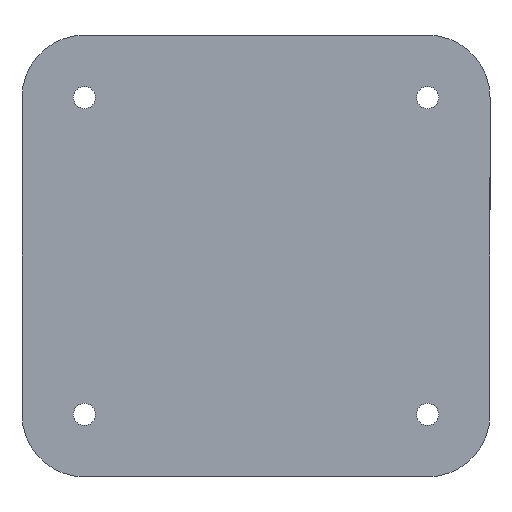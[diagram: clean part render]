
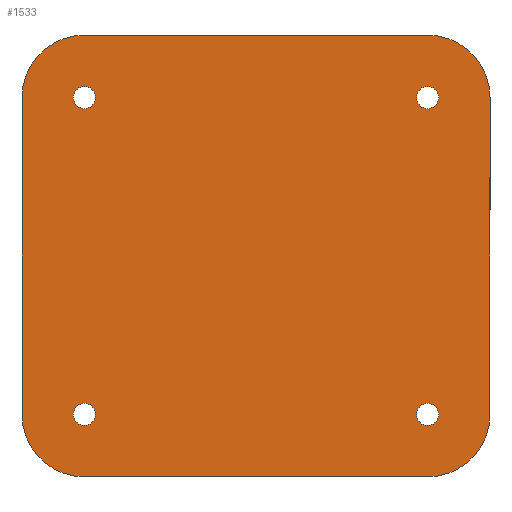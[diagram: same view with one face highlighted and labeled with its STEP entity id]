
A CAD part, front view. The second image highlights one B-rep face of the part: STEP entity #1533.
In plain terms, the highlighted planar face has unit normal (0, -1, 0).
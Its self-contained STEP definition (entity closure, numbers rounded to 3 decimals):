
#7 = CARTESIAN_POINT ( 'NONE',  ( 42.304, 0., 39.344 ) ) ;
#18 = CARTESIAN_POINT ( 'NONE',  ( 0., 0., 46.4 ) ) ;
#21 = AXIS2_PLACEMENT_3D ( 'NONE', #361, #981, #624 ) ;
#41 = VERTEX_POINT ( 'NONE', #1104 ) ;
#43 = DIRECTION ( 'NONE',  ( 0., 1., 0. ) ) ;
#48 = DIRECTION ( 'NONE',  ( 0., 0., 1. ) ) ;
#76 = CARTESIAN_POINT ( 'NONE',  ( 3.556, 0., 3.556 ) ) ;
#91 = EDGE_CURVE ( 'NONE', #976, #453, #740, .T. ) ;
#101 = CARTESIAN_POINT ( 'NONE',  ( 42.304, 0., 39.344 ) ) ;
#120 = VERTEX_POINT ( 'NONE', #261 ) ;
#138 = EDGE_CURVE ( 'NONE', #1345, #1456, #985, .T. ) ;
#143 = CARTESIAN_POINT ( 'NONE',  ( 49.36, 0., 39.344 ) ) ;
#148 = EDGE_CURVE ( 'NONE', #374, #331, #1312, .T. ) ;
#168 = DIRECTION ( 'NONE',  ( 0., 0., 1. ) ) ;
#180 = ORIENTED_EDGE ( 'NONE', *, *, #1089, .T. ) ;
#193 = EDGE_CURVE ( 'NONE', #1456, #1500, #1234, .T. ) ;
#203 = VERTEX_POINT ( 'NONE', #404 ) ;
#219 = ORIENTED_EDGE ( 'NONE', *, *, #372, .T. ) ;
#221 = ORIENTED_EDGE ( 'NONE', *, *, #1237, .T. ) ;
#223 = DIRECTION ( 'NONE',  ( 0., -1., 0. ) ) ;
#237 = ORIENTED_EDGE ( 'NONE', *, *, #594, .F. ) ;
#250 = DIRECTION ( 'NONE',  ( 1., 0., 0. ) ) ;
#260 = ORIENTED_EDGE ( 'NONE', *, *, #286, .T. ) ;
#261 = CARTESIAN_POINT ( 'NONE',  ( 3.556, 0., 46.4 ) ) ;
#269 = CARTESIAN_POINT ( 'NONE',  ( 42.304, 0., 39.344 ) ) ;
#273 = EDGE_CURVE ( 'NONE', #120, #506, #495, .T. ) ;
#280 = AXIS2_PLACEMENT_3D ( 'NONE', #101, #1543, #460 ) ;
#286 = EDGE_CURVE ( 'NONE', #1209, #203, #520, .T. ) ;
#304 = ORIENTED_EDGE ( 'NONE', *, *, #91, .T. ) ;
#312 = ORIENTED_EDGE ( 'NONE', *, *, #1177, .T. ) ;
#331 = VERTEX_POINT ( 'NONE', #340 ) ;
#340 = CARTESIAN_POINT ( 'NONE',  ( 3.556, 0., 40.594 ) ) ;
#361 = CARTESIAN_POINT ( 'NONE',  ( 3.556, 0., 39.344 ) ) ;
#365 = DIRECTION ( 'NONE',  ( 0., -1., 0. ) ) ;
#368 = CARTESIAN_POINT ( 'NONE',  ( 49.36, 0., 3.556 ) ) ;
#371 = CARTESIAN_POINT ( 'NONE',  ( 42.304, 0., 4.806 ) ) ;
#372 = EDGE_CURVE ( 'NONE', #1189, #1209, #769, .T. ) ;
#374 = VERTEX_POINT ( 'NONE', #707 ) ;
#375 = CARTESIAN_POINT ( 'NONE',  ( 49.36, 0., 0. ) ) ;
#380 = AXIS2_PLACEMENT_3D ( 'NONE', #269, #43, #1218 ) ;
#390 = CARTESIAN_POINT ( 'NONE',  ( 0., 0., 0. ) ) ;
#404 = CARTESIAN_POINT ( 'NONE',  ( 42.304, 0., -3.5 ) ) ;
#405 = FACE_BOUND ( 'NONE', #1383, .T. ) ;
#426 = EDGE_LOOP ( 'NONE', ( #683, #828 ) ) ;
#453 = VERTEX_POINT ( 'NONE', #1076 ) ;
#460 = DIRECTION ( 'NONE',  ( 0., 0., 1. ) ) ;
#470 = CIRCLE ( 'NONE', #1404, 7.056 ) ;
#474 = VERTEX_POINT ( 'NONE', #371 ) ;
#476 = AXIS2_PLACEMENT_3D ( 'NONE', #76, #1520, #1548 ) ;
#494 = CIRCLE ( 'NONE', #21, 1.25 ) ;
#495 = CIRCLE ( 'NONE', #571, 7.056 ) ;
#506 = VERTEX_POINT ( 'NONE', #1454 ) ;
#508 = FACE_BOUND ( 'NONE', #426, .T. ) ;
#513 = DIRECTION ( 'NONE',  ( 0., 1., 0. ) ) ;
#520 = LINE ( 'NONE', #788, #1378 ) ;
#522 = FACE_OUTER_BOUND ( 'NONE', #1246, .T. ) ;
#541 = AXIS2_PLACEMENT_3D ( 'NONE', #1526, #223, #712 ) ;
#555 = AXIS2_PLACEMENT_3D ( 'NONE', #7, #365, #728 ) ;
#567 = ORIENTED_EDGE ( 'NONE', *, *, #273, .T. ) ;
#571 = AXIS2_PLACEMENT_3D ( 'NONE', #1247, #653, #48 ) ;
#577 = EDGE_CURVE ( 'NONE', #474, #1373, #746, .T. ) ;
#594 = EDGE_CURVE ( 'NONE', #1189, #506, #1484, .T. ) ;
#624 = DIRECTION ( 'NONE',  ( 0., 0., 1. ) ) ;
#636 = CIRCLE ( 'NONE', #380, 1.25 ) ;
#644 = LINE ( 'NONE', #18, #660 ) ;
#653 = DIRECTION ( 'NONE',  ( 0., -1., 0. ) ) ;
#660 = VECTOR ( 'NONE', #250, 1000. ) ;
#678 = CIRCLE ( 'NONE', #280, 1.25 ) ;
#683 = ORIENTED_EDGE ( 'NONE', *, *, #1153, .T. ) ;
#707 = CARTESIAN_POINT ( 'NONE',  ( 3.556, 0., 38.094 ) ) ;
#712 = DIRECTION ( 'NONE',  ( 0., 0., 1. ) ) ;
#728 = DIRECTION ( 'NONE',  ( 0., 0., 1. ) ) ;
#740 = CIRCLE ( 'NONE', #1344, 1.25 ) ;
#746 = CIRCLE ( 'NONE', #1272, 1.25 ) ;
#748 = DIRECTION ( 'NONE',  ( 0., 0., 1. ) ) ;
#754 = DIRECTION ( 'NONE',  ( 0., 1., 0. ) ) ;
#764 = CARTESIAN_POINT ( 'NONE',  ( 42.304, 0., 3.556 ) ) ;
#769 = CIRCLE ( 'NONE', #541, 7.056 ) ;
#775 = EDGE_LOOP ( 'NONE', ( #793, #1320 ) ) ;
#788 = CARTESIAN_POINT ( 'NONE',  ( 0., 0., -3.5 ) ) ;
#793 = ORIENTED_EDGE ( 'NONE', *, *, #148, .T. ) ;
#798 = AXIS2_PLACEMENT_3D ( 'NONE', #922, #1528, #930 ) ;
#805 = CIRCLE ( 'NONE', #476, 1.25 ) ;
#807 = CARTESIAN_POINT ( 'NONE',  ( 3.556, 0., -3.5 ) ) ;
#826 = EDGE_LOOP ( 'NONE', ( #221, #1321 ) ) ;
#828 = ORIENTED_EDGE ( 'NONE', *, *, #577, .T. ) ;
#831 = CARTESIAN_POINT ( 'NONE',  ( 42.304, 0., 40.594 ) ) ;
#858 = EDGE_CURVE ( 'NONE', #331, #374, #494, .T. ) ;
#876 = DIRECTION ( 'NONE',  ( 0., 1., 0. ) ) ;
#883 = DIRECTION ( 'NONE',  ( 0., 0., 1. ) ) ;
#922 = CARTESIAN_POINT ( 'NONE',  ( 42.304, 0., 3.556 ) ) ;
#930 = DIRECTION ( 'NONE',  ( 0., 0., 1. ) ) ;
#931 = ORIENTED_EDGE ( 'NONE', *, *, #1455, .F. ) ;
#953 = ORIENTED_EDGE ( 'NONE', *, *, #138, .T. ) ;
#971 = DIRECTION ( 'NONE',  ( 0., 1., 0. ) ) ;
#976 = VERTEX_POINT ( 'NONE', #1511 ) ;
#981 = DIRECTION ( 'NONE',  ( 0., 1., 0. ) ) ;
#985 = LINE ( 'NONE', #375, #1114 ) ;
#992 = DIRECTION ( 'NONE',  ( 0., 0., 1. ) ) ;
#993 = FACE_BOUND ( 'NONE', #775, .T. ) ;
#999 = FACE_BOUND ( 'NONE', #826, .T. ) ;
#1076 = CARTESIAN_POINT ( 'NONE',  ( 3.556, 0., 4.806 ) ) ;
#1089 = EDGE_CURVE ( 'NONE', #203, #1345, #470, .T. ) ;
#1104 = CARTESIAN_POINT ( 'NONE',  ( 42.304, 0., 38.094 ) ) ;
#1114 = VECTOR ( 'NONE', #992, 1000. ) ;
#1147 = VECTOR ( 'NONE', #1388, 1000. ) ;
#1153 = EDGE_CURVE ( 'NONE', #1373, #474, #1483, .T. ) ;
#1177 = EDGE_CURVE ( 'NONE', #453, #976, #805, .T. ) ;
#1179 = CARTESIAN_POINT ( 'NONE',  ( -3.5, 0., 3.556 ) ) ;
#1189 = VERTEX_POINT ( 'NONE', #1179 ) ;
#1207 = CARTESIAN_POINT ( 'NONE',  ( 3.556, 0., 3.556 ) ) ;
#1209 = VERTEX_POINT ( 'NONE', #807 ) ;
#1215 = VERTEX_POINT ( 'NONE', #831 ) ;
#1218 = DIRECTION ( 'NONE',  ( 0., 0., 1. ) ) ;
#1230 = DIRECTION ( 'NONE',  ( 0., 0., 1. ) ) ;
#1234 = CIRCLE ( 'NONE', #555, 7.056 ) ;
#1237 = EDGE_CURVE ( 'NONE', #41, #1215, #678, .T. ) ;
#1246 = EDGE_LOOP ( 'NONE', ( #219, #260, #180, #953, #1276, #931, #567, #237 ) ) ;
#1247 = CARTESIAN_POINT ( 'NONE',  ( 3.556, 0., 39.344 ) ) ;
#1266 = DIRECTION ( 'NONE',  ( 0., -1., 0. ) ) ;
#1272 = AXIS2_PLACEMENT_3D ( 'NONE', #1326, #971, #1553 ) ;
#1276 = ORIENTED_EDGE ( 'NONE', *, *, #193, .T. ) ;
#1312 = CIRCLE ( 'NONE', #1516, 1.25 ) ;
#1320 = ORIENTED_EDGE ( 'NONE', *, *, #858, .T. ) ;
#1321 = ORIENTED_EDGE ( 'NONE', *, *, #1486, .T. ) ;
#1326 = CARTESIAN_POINT ( 'NONE',  ( 42.304, 0., 3.556 ) ) ;
#1344 = AXIS2_PLACEMENT_3D ( 'NONE', #1207, #513, #748 ) ;
#1345 = VERTEX_POINT ( 'NONE', #368 ) ;
#1348 = CARTESIAN_POINT ( 'NONE',  ( 42.304, 0., 46.4 ) ) ;
#1358 = CARTESIAN_POINT ( 'NONE',  ( -3.5, 0., 0. ) ) ;
#1373 = VERTEX_POINT ( 'NONE', #1433 ) ;
#1378 = VECTOR ( 'NONE', #1495, 1000. ) ;
#1383 = EDGE_LOOP ( 'NONE', ( #304, #312 ) ) ;
#1388 = DIRECTION ( 'NONE',  ( 0., 0., 1. ) ) ;
#1404 = AXIS2_PLACEMENT_3D ( 'NONE', #764, #1266, #168 ) ;
#1433 = CARTESIAN_POINT ( 'NONE',  ( 42.304, 0., 2.306 ) ) ;
#1454 = CARTESIAN_POINT ( 'NONE',  ( -3.5, 0., 39.344 ) ) ;
#1455 = EDGE_CURVE ( 'NONE', #120, #1500, #644, .T. ) ;
#1456 = VERTEX_POINT ( 'NONE', #143 ) ;
#1473 = CARTESIAN_POINT ( 'NONE',  ( 3.556, 0., 39.344 ) ) ;
#1474 = PLANE ( 'NONE',  #1517 ) ;
#1483 = CIRCLE ( 'NONE', #798, 1.25 ) ;
#1484 = LINE ( 'NONE', #1358, #1147 ) ;
#1486 = EDGE_CURVE ( 'NONE', #1215, #41, #636, .T. ) ;
#1495 = DIRECTION ( 'NONE',  ( 1., 0., 0. ) ) ;
#1500 = VERTEX_POINT ( 'NONE', #1348 ) ;
#1511 = CARTESIAN_POINT ( 'NONE',  ( 3.556, 0., 2.306 ) ) ;
#1516 = AXIS2_PLACEMENT_3D ( 'NONE', #1473, #754, #1230 ) ;
#1517 = AXIS2_PLACEMENT_3D ( 'NONE', #390, #876, #883 ) ;
#1520 = DIRECTION ( 'NONE',  ( 0., 1., 0. ) ) ;
#1526 = CARTESIAN_POINT ( 'NONE',  ( 3.556, 0., 3.556 ) ) ;
#1528 = DIRECTION ( 'NONE',  ( 0., 1., 0. ) ) ;
#1533 = ADVANCED_FACE ( 'NONE', ( #522, #405, #508, #999, #993 ), #1474, .F. ) ;
#1543 = DIRECTION ( 'NONE',  ( 0., 1., 0. ) ) ;
#1548 = DIRECTION ( 'NONE',  ( 0., 0., 1. ) ) ;
#1553 = DIRECTION ( 'NONE',  ( 0., 0., 1. ) ) ;
